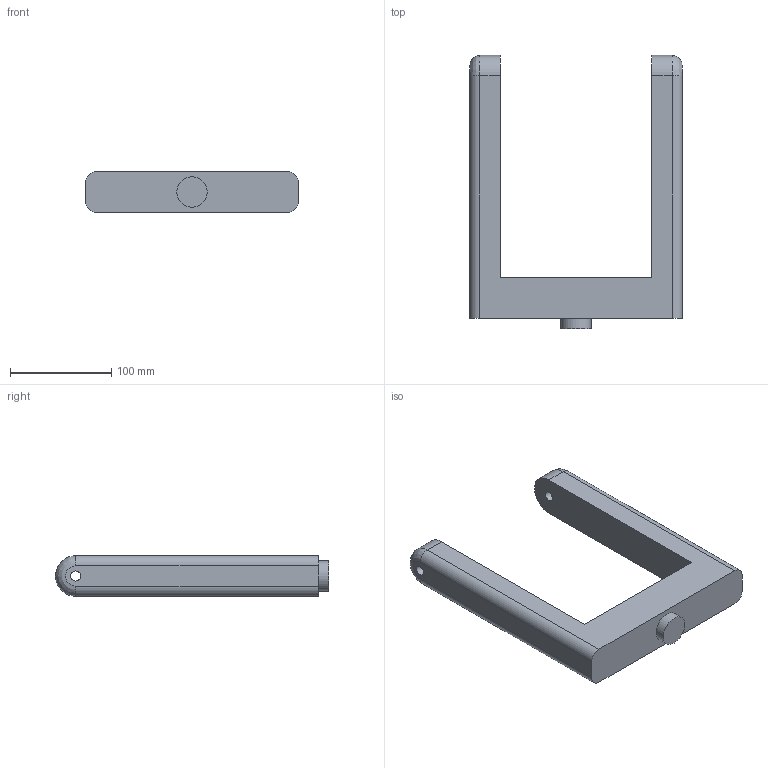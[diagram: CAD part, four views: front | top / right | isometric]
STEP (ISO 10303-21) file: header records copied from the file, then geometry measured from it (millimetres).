
FILE_DESCRIPTION(/* description */ (''),/* implementation_level */ '2;1');
FILE_NAME(/* name */ 'AERO - Fork_ipt_cc713931.STEP',/* time_stamp */ '2021-01-21T14:33:00+11:00',/* author */ ('garciar1'),/* organization */ (''),/* preprocessor_version */ 'ST-DEVELOPER v18.1',/* originating_system */ 'Autodesk Inventor 2021',/* authorisation */ '');
FILE_SCHEMA (('AUTOMOTIVE_DESIGN { 1 0 10303 214 3 1 1 }'));
Length unit declared in the file: millimetre
Products named in the file (1): AERO - Fork
Bounding box: 210 x 270 x 40 mm (x, y, z)
Volume: 833046.3 mm3; surface area: 94406.2 mm2
Topology: 1 solids, 1 shells, 20 faces, 50 edges, 33 vertices
Faces by surface type: cylinder 9, plane 9, bspline 2
Full cylindrical faces by diameter (mm): 10 x2, 30 x1
Entity records: 678 total; most frequent: CARTESIAN_POINT 132, DIRECTION 111, ORIENTED_EDGE 100, EDGE_CURVE 50, AXIS2_PLACEMENT_3D 42, VERTEX_POINT 33, LINE 27, VECTOR 27
